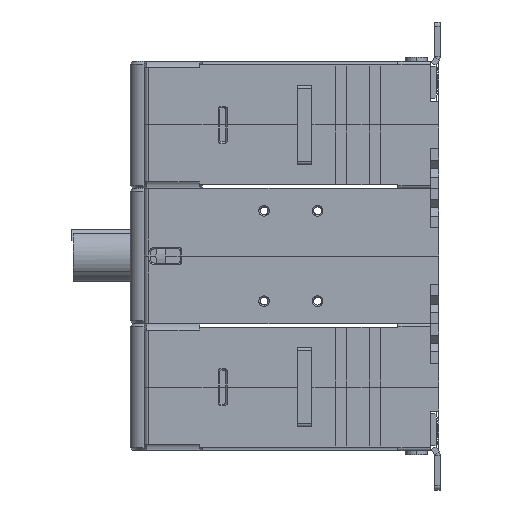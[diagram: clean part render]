
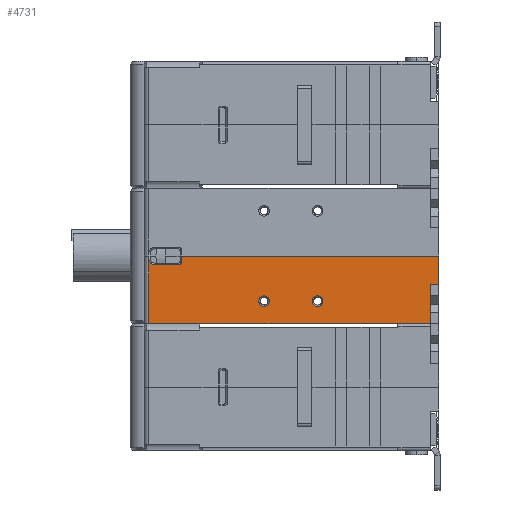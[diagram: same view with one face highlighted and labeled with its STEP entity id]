
A CAD part, left-side view. The second image highlights one B-rep face of the part: STEP entity #4731.
In plain terms, the highlighted planar face has unit normal (-1, 0, 0).
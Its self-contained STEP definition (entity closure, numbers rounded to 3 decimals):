
#331=CARTESIAN_POINT('',(-72.,14.5,8.));
#332=DIRECTION('',(1.,0.,0.));
#333=DIRECTION('',(0.,0.,-1.));
#334=AXIS2_PLACEMENT_3D('',#331,#332,#333);
#336=CARTESIAN_POINT('',(-72.,14.5,8.));
#337=DIRECTION('',(1.,0.,0.));
#338=DIRECTION('',(0.,0.,1.));
#339=AXIS2_PLACEMENT_3D('',#336,#337,#338);
#341=CARTESIAN_POINT('',(-72.,-4.5,8.));
#342=DIRECTION('',(1.,0.,0.));
#343=DIRECTION('',(0.,0.,1.));
#344=AXIS2_PLACEMENT_3D('',#341,#342,#343);
#346=CARTESIAN_POINT('',(-72.,-4.5,8.));
#347=DIRECTION('',(1.,0.,0.));
#348=DIRECTION('',(0.,0.,-1.));
#349=AXIS2_PLACEMENT_3D('',#346,#347,#348);
#351=CARTESIAN_POINT('',(-72.,53.4,23.));
#352=DIRECTION('',(1.,0.,0.));
#353=DIRECTION('',(0.,0.,-1.));
#354=AXIS2_PLACEMENT_3D('',#351,#352,#353);
#356=DIRECTION('',(0.,1.,0.));
#357=VECTOR('',#356,8.6);
#358=CARTESIAN_POINT('',(-72.,44.8,21.));
#359=LINE('',#358,#357);
#360=CARTESIAN_POINT('',(-72.,44.8,22.));
#361=DIRECTION('',(-1.,0.,0.));
#362=DIRECTION('',(0.,0.,-1.));
#363=AXIS2_PLACEMENT_3D('',#360,#361,#362);
#365=DIRECTION('',(0.,0.,-1.));
#366=VECTOR('',#365,2.);
#367=CARTESIAN_POINT('',(-72.,43.8,24.));
#368=LINE('',#367,#366);
#369=DIRECTION('',(0.,-1.,0.));
#370=VECTOR('',#369,91.3);
#371=CARTESIAN_POINT('',(-72.,43.8,24.));
#372=LINE('',#371,#370);
#373=DIRECTION('',(0.,1.,0.));
#374=VECTOR('',#373,3.);
#375=CARTESIAN_POINT('',(-72.,-47.5,14.));
#376=LINE('',#375,#374);
#377=DIRECTION('',(0.,0.,1.));
#378=VECTOR('',#377,14.);
#379=CARTESIAN_POINT('',(-72.,-44.5,0.));
#380=LINE('',#379,#378);
#381=DIRECTION('',(0.,1.,0.));
#382=VECTOR('',#381,99.9);
#383=CARTESIAN_POINT('',(-72.,-44.5,0.));
#384=LINE('',#383,#382);
#385=DIRECTION('',(0.,0.,1.));
#386=VECTOR('',#385,23.);
#387=CARTESIAN_POINT('',(-72.,55.4,0.));
#388=LINE('',#387,#386);
#457=DIRECTION('',(0.,0.,1.));
#458=VECTOR('',#457,10.);
#459=CARTESIAN_POINT('',(-72.,-47.5,14.));
#460=LINE('',#459,#458);
#3311=CARTESIAN_POINT('',(-72.,-44.5,0.));
#3313=VERTEX_POINT('',#3311);
#3323=CARTESIAN_POINT('',(-72.,-44.5,14.));
#3324=VERTEX_POINT('',#3323);
#3325=CARTESIAN_POINT('',(-72.,-47.5,14.));
#3326=VERTEX_POINT('',#3325);
#3359=CARTESIAN_POINT('',(-72.,-47.5,24.));
#3360=VERTEX_POINT('',#3359);
#3783=CARTESIAN_POINT('',(-72.,55.4,0.));
#3785=VERTEX_POINT('',#3783);
#3915=CARTESIAN_POINT('',(-72.,14.5,6.1));
#3916=CARTESIAN_POINT('',(-72.,14.5,9.9));
#3917=VERTEX_POINT('',#3915);
#3918=VERTEX_POINT('',#3916);
#4355=CARTESIAN_POINT('',(-72.,55.4,23.));
#4356=VERTEX_POINT('',#4355);
#4357=CARTESIAN_POINT('',(-72.,53.4,21.));
#4358=VERTEX_POINT('',#4357);
#4361=CARTESIAN_POINT('',(-72.,44.8,21.));
#4362=VERTEX_POINT('',#4361);
#4365=CARTESIAN_POINT('',(-72.,43.8,22.));
#4366=VERTEX_POINT('',#4365);
#4368=CARTESIAN_POINT('',(-72.,43.8,24.));
#4370=VERTEX_POINT('',#4368);
#4393=CARTESIAN_POINT('',(-72.,-4.5,9.9));
#4394=CARTESIAN_POINT('',(-72.,-4.5,6.1));
#4395=VERTEX_POINT('',#4393);
#4396=VERTEX_POINT('',#4394);
#4693=CARTESIAN_POINT('',(-72.,47.5,0.));
#4694=DIRECTION('',(-1.,0.,0.));
#4695=DIRECTION('',(0.,-1.,0.));
#4696=AXIS2_PLACEMENT_3D('',#4693,#4694,#4695);
#4697=PLANE('',#4696);
#4699=ORIENTED_EDGE('',*,*,#4698,.F.);
#4701=ORIENTED_EDGE('',*,*,#4700,.F.);
#4703=ORIENTED_EDGE('',*,*,#4702,.T.);
#4705=ORIENTED_EDGE('',*,*,#4704,.F.);
#4707=ORIENTED_EDGE('',*,*,#4706,.T.);
#4709=ORIENTED_EDGE('',*,*,#4708,.F.);
#4711=ORIENTED_EDGE('',*,*,#4710,.T.);
#4713=ORIENTED_EDGE('',*,*,#4712,.F.);
#4714=ORIENTED_EDGE('',*,*,#4504,.T.);
#4716=ORIENTED_EDGE('',*,*,#4715,.T.);
#4717=EDGE_LOOP('',(#4699,#4701,#4703,#4705,#4707,#4709,#4711,#4713,#4714,
#4716));
#4718=FACE_OUTER_BOUND('',#4717,.F.);
#4720=ORIENTED_EDGE('',*,*,#4719,.F.);
#4722=ORIENTED_EDGE('',*,*,#4721,.F.);
#4723=EDGE_LOOP('',(#4720,#4722));
#4724=FACE_BOUND('',#4723,.F.);
#4726=ORIENTED_EDGE('',*,*,#4725,.F.);
#4728=ORIENTED_EDGE('',*,*,#4727,.F.);
#4729=EDGE_LOOP('',(#4726,#4728));
#4730=FACE_BOUND('',#4729,.F.);
#4731=ADVANCED_FACE('',(#4718,#4724,#4730),#4697,.T.);
#335=CIRCLE('',#334,1.9);
#340=CIRCLE('',#339,1.9);
#345=CIRCLE('',#344,1.9);
#350=CIRCLE('',#349,1.9);
#355=CIRCLE('',#354,2.);
#364=CIRCLE('',#363,1.);
#4504=EDGE_CURVE('',#3313,#3785,#384,.T.);
#4698=EDGE_CURVE('',#4358,#4356,#355,.T.);
#4700=EDGE_CURVE('',#4362,#4358,#359,.T.);
#4702=EDGE_CURVE('',#4362,#4366,#364,.T.);
#4704=EDGE_CURVE('',#4370,#4366,#368,.T.);
#4706=EDGE_CURVE('',#4370,#3360,#372,.T.);
#4708=EDGE_CURVE('',#3326,#3360,#460,.T.);
#4710=EDGE_CURVE('',#3326,#3324,#376,.T.);
#4712=EDGE_CURVE('',#3313,#3324,#380,.T.);
#4715=EDGE_CURVE('',#3785,#4356,#388,.T.);
#4719=EDGE_CURVE('',#4395,#4396,#345,.T.);
#4721=EDGE_CURVE('',#4396,#4395,#350,.T.);
#4725=EDGE_CURVE('',#3917,#3918,#335,.T.);
#4727=EDGE_CURVE('',#3918,#3917,#340,.T.);
